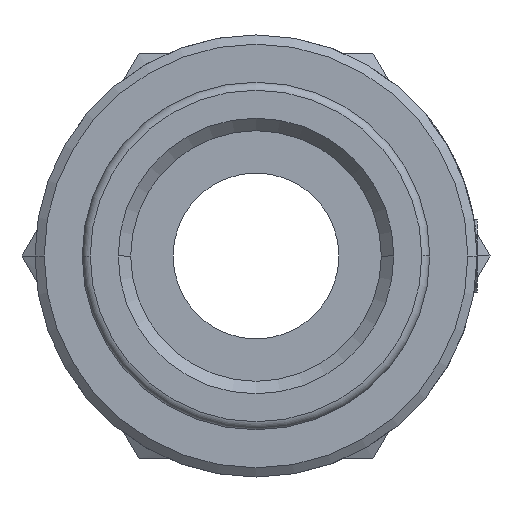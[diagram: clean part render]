
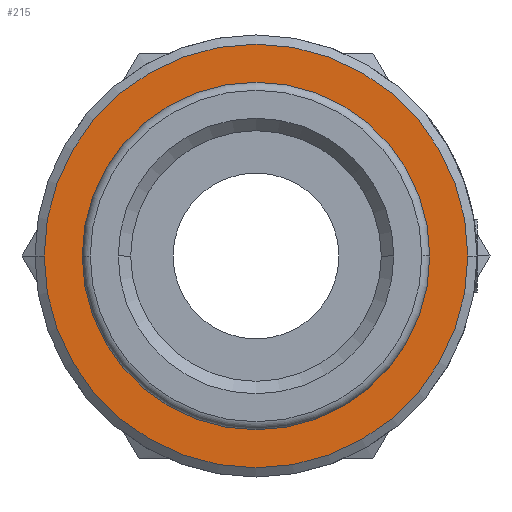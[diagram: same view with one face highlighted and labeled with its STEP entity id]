
A CAD part, front view. The second image highlights one B-rep face of the part: STEP entity #215.
In plain terms, the highlighted planar face has unit normal (0, -1, 0).
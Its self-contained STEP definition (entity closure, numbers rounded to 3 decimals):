
#215=ADVANCED_FACE('',(#454,#455),#456,.T.);
#454=FACE_BOUND('',#711,.T.);
#455=FACE_OUTER_BOUND('',#712,.T.);
#456=PLANE('',#713);
#711=EDGE_LOOP('',(#1270,#1271));
#712=EDGE_LOOP('',(#1272,#1273));
#713=AXIS2_PLACEMENT_3D('',#1274,#1275,#1276);
#1270=ORIENTED_EDGE('',*,*,#1511,.T.);
#1271=ORIENTED_EDGE('',*,*,#1696,.T.);
#1272=ORIENTED_EDGE('',*,*,#1628,.F.);
#1273=ORIENTED_EDGE('',*,*,#1591,.F.);
#1274=CARTESIAN_POINT('',(5.75,3.6,0.0));
#1275=DIRECTION('',(0.,-1.0,-0.0));
#1276=DIRECTION('',(-1.0,0.,0.0));
#1511=EDGE_CURVE('',#1800,#1798,#1801,.T.);
#1591=EDGE_CURVE('',#1934,#1929,#1936,.T.);
#1628=EDGE_CURVE('',#1929,#1934,#1983,.T.);
#1696=EDGE_CURVE('',#1798,#1800,#2065,.T.);
#1798=VERTEX_POINT('',#2414);
#1800=VERTEX_POINT('',#2417);
#1801=CIRCLE('',#2418,9.0);
#1929=VERTEX_POINT('',#2807);
#1934=VERTEX_POINT('',#2813);
#1936=CIRCLE('',#2816,11.5);
#1983=CIRCLE('',#2917,11.5);
#2065=CIRCLE('',#3168,9.0);
#2414=CARTESIAN_POINT('',(9.0,3.6,0.));
#2417=CARTESIAN_POINT('',(-9.0,3.6,0.));
#2418=AXIS2_PLACEMENT_3D('',#3308,#3309,#3310);
#2807=CARTESIAN_POINT('',(11.5,3.6,0.0));
#2813=CARTESIAN_POINT('',(-11.5,3.6,0.));
#2816=AXIS2_PLACEMENT_3D('',#3414,#3415,#3416);
#2917=AXIS2_PLACEMENT_3D('',#3459,#3460,#3461);
#3168=AXIS2_PLACEMENT_3D('',#3560,#3561,#3562);
#3308=CARTESIAN_POINT('',(0.0,3.6,0.0));
#3309=DIRECTION('',(0.,1.0,0.0));
#3310=DIRECTION('',(1.0,0.,0.0));
#3414=CARTESIAN_POINT('',(0.0,3.6,0.0));
#3415=DIRECTION('',(-0.0,1.0,0.0));
#3416=DIRECTION('',(1.0,0.0,0.0));
#3459=CARTESIAN_POINT('',(0.0,3.6,0.0));
#3460=DIRECTION('',(-0.0,1.0,0.0));
#3461=DIRECTION('',(1.0,0.0,0.0));
#3560=CARTESIAN_POINT('',(0.0,3.6,0.0));
#3561=DIRECTION('',(0.,1.0,0.0));
#3562=DIRECTION('',(1.0,0.,0.0));
